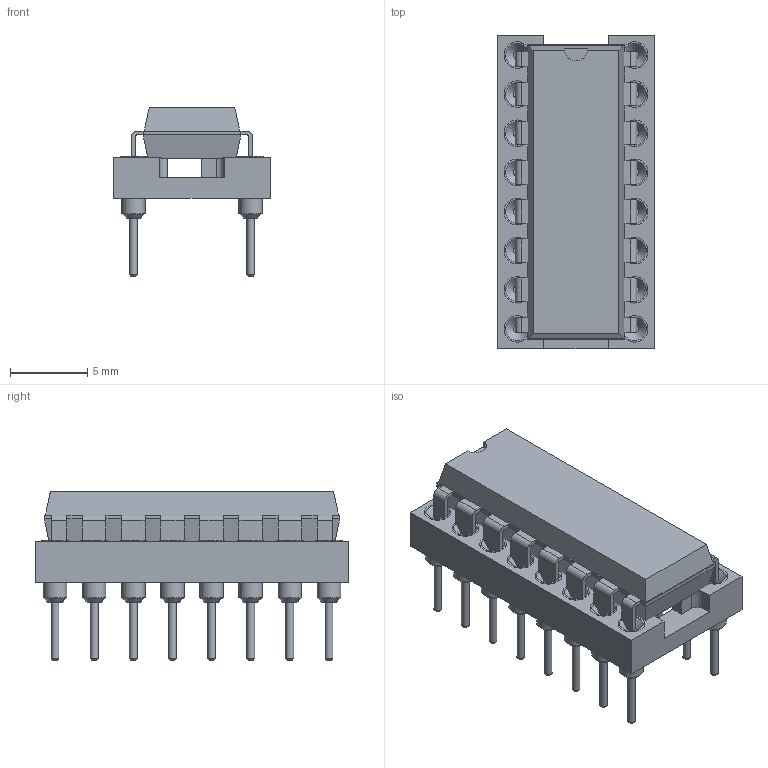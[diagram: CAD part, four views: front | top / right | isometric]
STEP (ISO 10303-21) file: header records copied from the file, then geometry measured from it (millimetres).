
FILE_DESCRIPTION(('FreeCAD Model'),'2;1');
FILE_NAME('Open CASCADE Shape Model','2025-04-20T22:24:04',('Author'),( ''),'Open CASCADE STEP processor 7.7','FreeCAD','Unknown');
FILE_SCHEMA(('AUTOMOTIVE_DESIGN { 1 0 10303 214 1 1 1 1 }'));
Length unit declared in the file: millimetre
Products named in the file (3): Unnamed; DIP_16_W762mm_Socket; DIP-16_W7.62mm
Assembly tree (2 placements, depth 2):
  Unnamed
    DIP_16_W762mm_Socket
    DIP-16_W7.62mm
Bounding box: 10.16 x 20.32 x 10.96 mm (x, y, z)
Volume: 790.1 mm3; surface area: 1400 mm2
Topology: 2 solids, 2 shells, 515 faces, 1190 edges, 757 vertices
Faces by surface type: plane 330, cylinder 109, cone 48, bspline 28
Full cylindrical faces by diameter (mm): 0.508 x32, 1.524 x16, 1.724 x16
Entity records: 17737 total; most frequent: CARTESIAN_POINT 2865, DIRECTION 2435, ORIENTED_EDGE 2380, EDGE_CURVE 1190, LINE 887, VECTOR 887, AXIS2_PLACEMENT_3D 774, VERTEX_POINT 757
